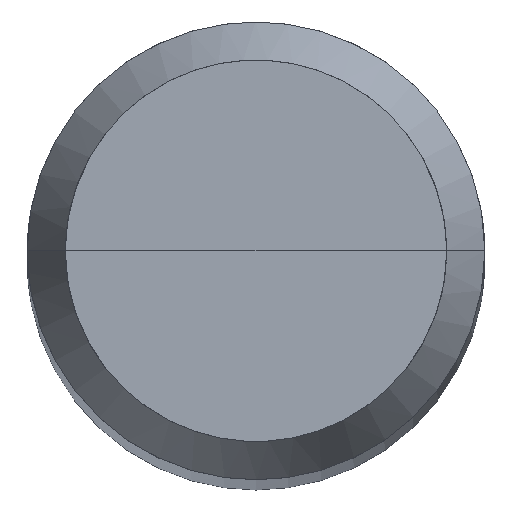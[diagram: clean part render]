
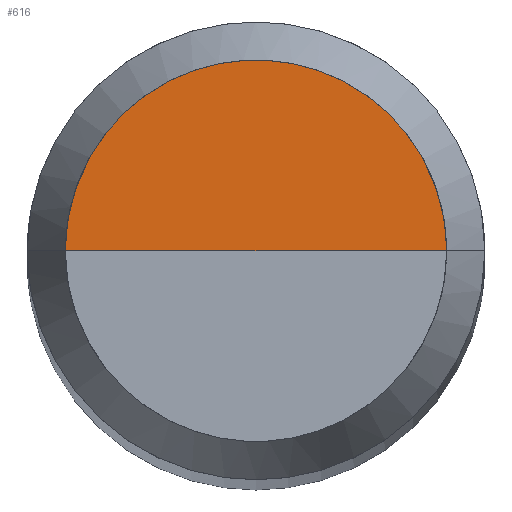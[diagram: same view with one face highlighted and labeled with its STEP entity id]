
A CAD part, top view. The second image highlights one B-rep face of the part: STEP entity #616.
In plain terms, the highlighted free-form (B-spline) face has degree [1, 2] with [2, 5] control points.
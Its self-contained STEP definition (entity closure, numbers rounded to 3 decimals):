
#230=CARTESIAN_POINT('',(2.5,0.0,78.0));
#231=CARTESIAN_POINT('',(2.5,2.5,78.0));
#232=CARTESIAN_POINT('',(0.0,2.5,78.0));
#233=CARTESIAN_POINT('',(-2.5,2.5,78.0));
#234=CARTESIAN_POINT('',(-2.5,0.0,78.0));
#235=CARTESIAN_POINT('',(0.0,0.0,78.0));
#601=(
BOUNDED_SURFACE()
B_SPLINE_SURFACE(1,2,(
(#230,#231,#232,#233,#234),
(#235,#235,#235,#235,#235)
), .UNSPECIFIED.,.F.,.F.,.F.)
B_SPLINE_SURFACE_WITH_KNOTS((2,2),(3,2,3),(
0.0,1.0),(
0.0,0.5,1.0), .UNSPECIFIED.)
GEOMETRIC_REPRESENTATION_ITEM()
RATIONAL_B_SPLINE_SURFACE(((1.0,0.707,1.0,0.707,1.0),
(1.0,0.707,1.0,0.707,1.0)
))
REPRESENTATION_ITEM('')
SURFACE()
);
#602=(
BOUNDED_CURVE()
B_SPLINE_CURVE(2,(#234,#233,#232,#231,#230),.UNSPECIFIED.,.F.,.F.)
B_SPLINE_CURVE_WITH_KNOTS((3,2,3),
(0.0,0.5,1.0),.UNSPECIFIED.)
CURVE()
GEOMETRIC_REPRESENTATION_ITEM()
RATIONAL_B_SPLINE_CURVE((1.0,0.707,1.0,0.707,1.0))
REPRESENTATION_ITEM('')
);
#603=(
BOUNDED_CURVE()
B_SPLINE_CURVE(1,(#230,#235),.UNSPECIFIED.,.F.,.F.)
B_SPLINE_CURVE_WITH_KNOTS((2,2),
(0.0,1.0),.UNSPECIFIED.)
CURVE()
GEOMETRIC_REPRESENTATION_ITEM()
RATIONAL_B_SPLINE_CURVE((1.0,1.0))
REPRESENTATION_ITEM('')
);
#604=(
BOUNDED_CURVE()
B_SPLINE_CURVE(1,(#235,#234),.UNSPECIFIED.,.F.,.F.)
B_SPLINE_CURVE_WITH_KNOTS((2,2),
(0.0,1.0),.UNSPECIFIED.)
CURVE()
GEOMETRIC_REPRESENTATION_ITEM()
RATIONAL_B_SPLINE_CURVE((1.0,1.0))
REPRESENTATION_ITEM('')
);
#605=VERTEX_POINT('',#230);
#606=VERTEX_POINT('',#234);
#607=VERTEX_POINT('',#235);
#608=EDGE_CURVE('',#606,#605,#602,.T.);
#609=EDGE_CURVE('',#605,#607,#603,.T.);
#610=EDGE_CURVE('',#607,#606,#604,.T.);
#611=ORIENTED_EDGE('',*,*,#608,.T.);
#612=ORIENTED_EDGE('',*,*,#609,.T.);
#613=ORIENTED_EDGE('',*,*,#610,.T.);
#614=EDGE_LOOP('',(#611,#612,#613));
#615=FACE_OUTER_BOUND('',#614,.T.);
#616=ADVANCED_FACE('',(#615),#601,.T.);
